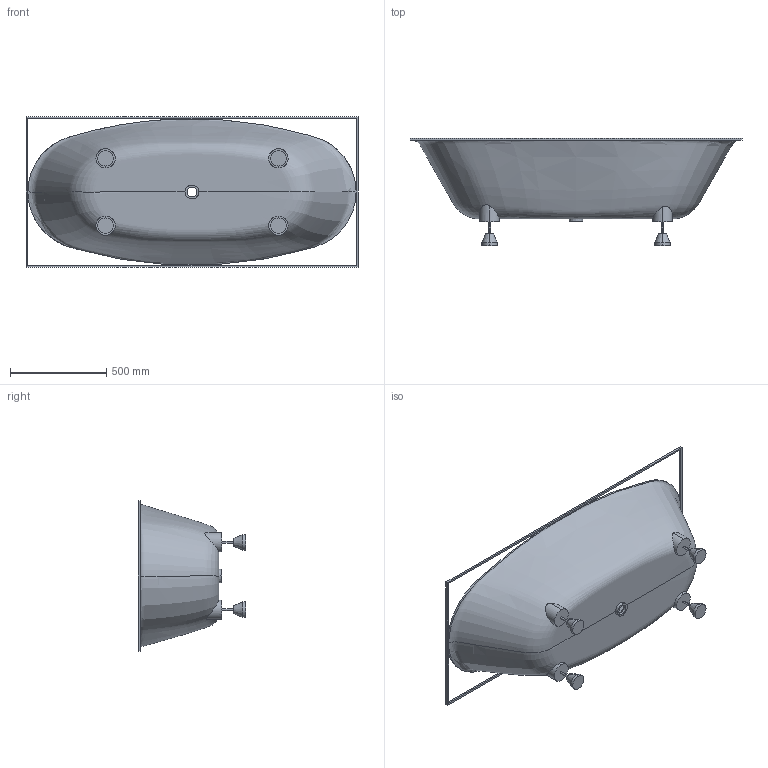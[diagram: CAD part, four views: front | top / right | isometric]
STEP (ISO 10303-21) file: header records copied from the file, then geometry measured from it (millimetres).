
FILE_DESCRIPTION (( 'STEP AP214' ), '1' );
FILE_NAME ('CCIT.STEP', '2019-03-12T14:29:52', ( 'Admin' ), ( '' ), 'SwSTEP 2.0', 'SolidWorks 2019', '' );
FILE_SCHEMA (( 'AUTOMOTIVE_DESIGN' ));
Products named in the file (1): CCIT
Bounding box: 1728 x 560 x 782.99 mm (x, y, z)
Volume: 22107798.3 mm3; surface area: 4370857.3 mm2
Topology: 2 solids, 2 shells, 67 faces, 140 edges, 88 vertices
Faces by surface type: cylinder 24, plane 23, bspline 12, cone 8
Entity records: 124567 total; most frequent: CARTESIAN_POINT 123142, ORIENTED_EDGE 280, DIRECTION 266, EDGE_CURVE 140, AXIS2_PLACEMENT_3D 104, VERTEX_POINT 88, EDGE_LOOP 82, ADVANCED_FACE 67
